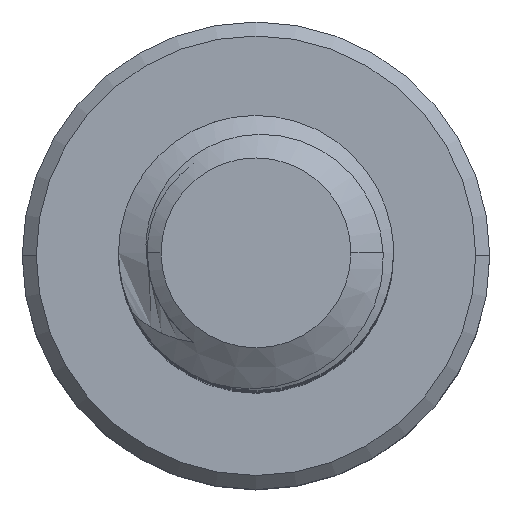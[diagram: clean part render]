
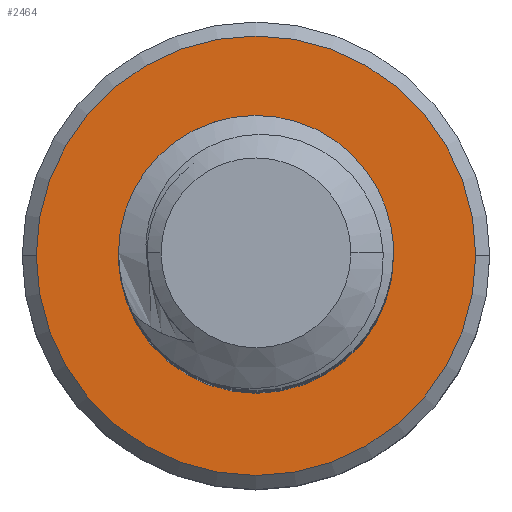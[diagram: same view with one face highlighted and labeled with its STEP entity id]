
A CAD part, top view. The second image highlights one B-rep face of the part: STEP entity #2464.
In plain terms, the highlighted planar face has unit normal (0, 0, 1).
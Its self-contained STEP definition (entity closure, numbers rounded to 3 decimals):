
#11 = EDGE_CURVE ( 'NONE', #366, #1895, #6691, .T. ) ;
#175 = ORIENTED_EDGE ( 'NONE', *, *, #6401, .T. ) ;
#350 = DIRECTION ( 'NONE',  ( -1., 0., 0. ) ) ;
#366 = VERTEX_POINT ( 'NONE', #3747 ) ;
#391 = DIRECTION ( 'NONE',  ( -1., 0., 0. ) ) ;
#585 = CARTESIAN_POINT ( 'NONE',  ( -2.5, 0., -30. ) ) ;
#908 = ORIENTED_EDGE ( 'NONE', *, *, #5048, .F. ) ;
#996 = CARTESIAN_POINT ( 'NONE',  ( 2.5, 0., -30. ) ) ;
#1538 = PLANE ( 'NONE',  #2688 ) ;
#1573 = CIRCLE ( 'NONE', #3356, 2.5 ) ;
#1583 = EDGE_LOOP ( 'NONE', ( #6373, #908 ) ) ;
#1638 = VERTEX_POINT ( 'NONE', #585 ) ;
#1895 = VERTEX_POINT ( 'NONE', #4717 ) ;
#2221 = CARTESIAN_POINT ( 'NONE',  ( 0., 0., -30. ) ) ;
#2309 = EDGE_CURVE ( 'NONE', #5079, #1638, #6160, .T. ) ;
#2410 = DIRECTION ( 'NONE',  ( -1., 0., 0. ) ) ;
#2464 = ADVANCED_FACE ( 'NONE', ( #7840, #6250 ), #1538, .F. ) ;
#2482 = AXIS2_PLACEMENT_3D ( 'NONE', #5477, #3839, #2410 ) ;
#2688 = AXIS2_PLACEMENT_3D ( 'NONE', #2221, #2844, #6989 ) ;
#2743 = AXIS2_PLACEMENT_3D ( 'NONE', #3398, #7513, #3990 ) ;
#2844 = DIRECTION ( 'NONE',  ( 0., 0., -1. ) ) ;
#3033 = ORIENTED_EDGE ( 'NONE', *, *, #11, .T. ) ;
#3356 = AXIS2_PLACEMENT_3D ( 'NONE', #7631, #4106, #350 ) ;
#3398 = CARTESIAN_POINT ( 'NONE',  ( 0., 0., -30. ) ) ;
#3747 = CARTESIAN_POINT ( 'NONE',  ( -3.995, 0., -30. ) ) ;
#3839 = DIRECTION ( 'NONE',  ( 0., 0., 1. ) ) ;
#3990 = DIRECTION ( 'NONE',  ( -1., 0., 0. ) ) ;
#4106 = DIRECTION ( 'NONE',  ( 0., 0., 1. ) ) ;
#4140 = DIRECTION ( 'NONE',  ( 0., 0., 1. ) ) ;
#4717 = CARTESIAN_POINT ( 'NONE',  ( 3.995, 0., -30. ) ) ;
#5048 = EDGE_CURVE ( 'NONE', #1638, #5079, #1573, .T. ) ;
#5079 = VERTEX_POINT ( 'NONE', #996 ) ;
#5251 = AXIS2_PLACEMENT_3D ( 'NONE', #7665, #4140, #391 ) ;
#5358 = CIRCLE ( 'NONE', #5251, 3.995 ) ;
#5477 = CARTESIAN_POINT ( 'NONE',  ( 0., 0., -30. ) ) ;
#6160 = CIRCLE ( 'NONE', #2743, 2.5 ) ;
#6250 = FACE_BOUND ( 'NONE', #1583, .T. ) ;
#6373 = ORIENTED_EDGE ( 'NONE', *, *, #2309, .F. ) ;
#6401 = EDGE_CURVE ( 'NONE', #1895, #366, #5358, .T. ) ;
#6691 = CIRCLE ( 'NONE', #2482, 3.995 ) ;
#6989 = DIRECTION ( 'NONE',  ( -1., 0., 0. ) ) ;
#7195 = EDGE_LOOP ( 'NONE', ( #3033, #175 ) ) ;
#7513 = DIRECTION ( 'NONE',  ( 0., 0., 1. ) ) ;
#7631 = CARTESIAN_POINT ( 'NONE',  ( 0., 0., -30. ) ) ;
#7665 = CARTESIAN_POINT ( 'NONE',  ( 0., 0., -30. ) ) ;
#7840 = FACE_OUTER_BOUND ( 'NONE', #7195, .T. ) ;
